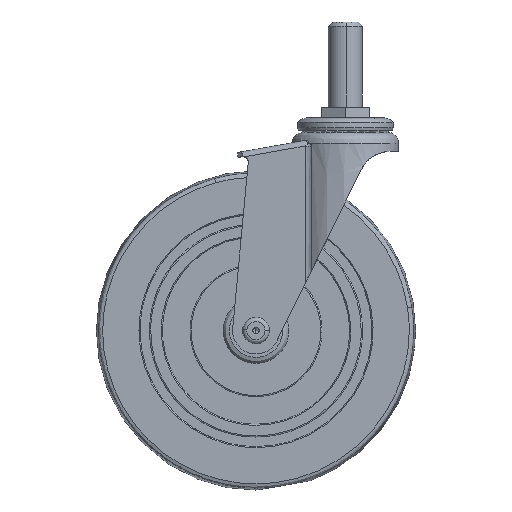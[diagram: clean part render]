
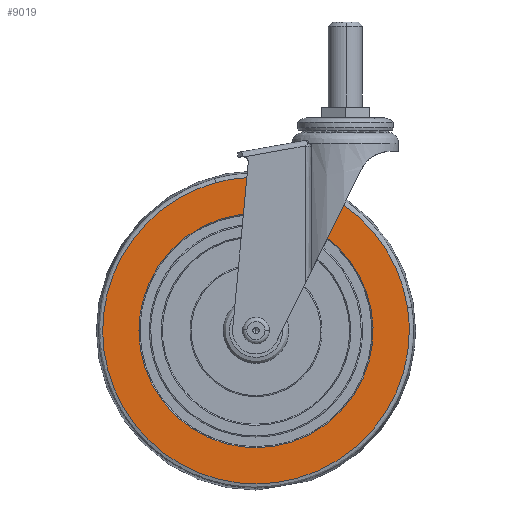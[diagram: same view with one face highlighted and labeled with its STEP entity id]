
A CAD part, front view. The second image highlights one B-rep face of the part: STEP entity #9019.
In plain terms, the highlighted free-form (B-spline) face has degree [1, 1] with [2, 2] control points.
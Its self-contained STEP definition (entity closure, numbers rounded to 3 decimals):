
#6711=CARTESIAN_POINT('',(54.632,-13.5,-6.351));
#6712=VERTEX_POINT('',#6711);
#6713=CARTESIAN_POINT('',(0.0,-13.5,55.));
#6714=VERTEX_POINT('',#6713);
#6715=CARTESIAN_POINT('',(54.632,-13.5,-6.351));
#6716=CARTESIAN_POINT('',(55.,-13.5,-3.186));
#6717=CARTESIAN_POINT('',(55.,-13.5,0.));
#6718=CARTESIAN_POINT('',(55.,-13.5,55.));
#6719=CARTESIAN_POINT('',(0.0,-13.5,55.));
#6727=(BOUNDED_CURVE()B_SPLINE_CURVE(2,(#6715,#6716,#6717,#6718,#6719),.UNSPECIFIED.,.F.,.U.)B_SPLINE_CURVE_WITH_KNOTS((3,2,3),(0.23,0.25,0.5),.UNSPECIFIED.)CURVE()GEOMETRIC_REPRESENTATION_ITEM()RATIONAL_B_SPLINE_CURVE((0.957,0.977,1.0,0.707,1.0))REPRESENTATION_ITEM(''));
#6728=EDGE_CURVE('',#6712,#6714,#6727,.T.);
#6730=CARTESIAN_POINT('',(-55.,-13.5,0.));
#6731=VERTEX_POINT('',#6730);
#6732=CARTESIAN_POINT('',(0.0,-13.5,55.));
#6733=CARTESIAN_POINT('',(-55.,-13.5,55.));
#6734=CARTESIAN_POINT('',(-55.,-13.5,0.));
#6742=(BOUNDED_CURVE()B_SPLINE_CURVE(2,(#6732,#6733,#6734),.UNSPECIFIED.,.F.,.U.)B_SPLINE_CURVE_WITH_KNOTS((3,3),(0.5,0.75),.UNSPECIFIED.)CURVE()GEOMETRIC_REPRESENTATION_ITEM()RATIONAL_B_SPLINE_CURVE((1.0,0.707,1.))REPRESENTATION_ITEM(''));
#6743=EDGE_CURVE('',#6714,#6731,#6742,.T.);
#6801=CARTESIAN_POINT('',(0.0,-13.5,-55.));
#6802=VERTEX_POINT('',#6801);
#6803=CARTESIAN_POINT('',(0.0,-13.5,-55.));
#6804=CARTESIAN_POINT('',(48.977,-13.5,-55.));
#6805=CARTESIAN_POINT('',(54.632,-13.5,-6.351));
#6813=(BOUNDED_CURVE()B_SPLINE_CURVE(2,(#6803,#6804,#6805),.UNSPECIFIED.,.F.,.U.)B_SPLINE_CURVE_WITH_KNOTS((3,3),(0.0,0.23),.UNSPECIFIED.)CURVE()GEOMETRIC_REPRESENTATION_ITEM()RATIONAL_B_SPLINE_CURVE((1.0,0.731,0.957))REPRESENTATION_ITEM(''));
#6814=EDGE_CURVE('',#6802,#6712,#6813,.T.);
#6820=CARTESIAN_POINT('',(-55.,-13.5,0.));
#6821=CARTESIAN_POINT('',(-55.,-13.5,-55.));
#6822=CARTESIAN_POINT('',(0.0,-13.5,-55.));
#6830=(BOUNDED_CURVE()B_SPLINE_CURVE(2,(#6820,#6821,#6822),.UNSPECIFIED.,.F.,.U.)B_SPLINE_CURVE_WITH_KNOTS((3,3),(0.75,1.0),.UNSPECIFIED.)CURVE()GEOMETRIC_REPRESENTATION_ITEM()RATIONAL_B_SPLINE_CURVE((1.0,0.707,1.0))REPRESENTATION_ITEM(''));
#6831=EDGE_CURVE('',#6731,#6802,#6830,.T.);
#8700=CARTESIAN_POINT('',(-18.968,-13.5,69.478));
#8701=VERTEX_POINT('',#8700);
#8702=CARTESIAN_POINT('',(0.0,-13.5,-72.021));
#8703=VERTEX_POINT('',#8702);
#8704=CARTESIAN_POINT('',(-18.968,-13.5,69.478));
#8705=CARTESIAN_POINT('',(-72.021,-13.5,54.994));
#8706=CARTESIAN_POINT('',(-72.021,-13.5,0.));
#8707=CARTESIAN_POINT('',(-72.021,-13.5,-72.021));
#8708=CARTESIAN_POINT('',(0.0,-13.5,-72.021));
#8716=(BOUNDED_CURVE()B_SPLINE_CURVE(2,(#8704,#8705,#8706,#8707,#8708),.UNSPECIFIED.,.F.,.U.)B_SPLINE_CURVE_WITH_KNOTS((3,2,3),(0.545,0.75,1.0),.UNSPECIFIED.)CURVE()GEOMETRIC_REPRESENTATION_ITEM()RATIONAL_B_SPLINE_CURVE((0.914,0.76,1.0,0.707,1.0))REPRESENTATION_ITEM(''));
#8717=EDGE_CURVE('',#8701,#8703,#8716,.T.);
#8783=CARTESIAN_POINT('',(71.203,-13.5,10.819));
#8784=VERTEX_POINT('',#8783);
#8798=CARTESIAN_POINT('',(0.0,-13.5,-72.021));
#8799=CARTESIAN_POINT('',(72.021,-13.5,-72.021));
#8800=CARTESIAN_POINT('',(72.021,-13.5,0.));
#8801=CARTESIAN_POINT('',(72.021,-13.5,5.441));
#8802=CARTESIAN_POINT('',(71.203,-13.5,10.819));
#8810=(BOUNDED_CURVE()B_SPLINE_CURVE(2,(#8798,#8799,#8800,#8801,#8802),.UNSPECIFIED.,.F.,.U.)B_SPLINE_CURVE_WITH_KNOTS((3,2,3),(0.0,0.25,0.276),.UNSPECIFIED.)CURVE()GEOMETRIC_REPRESENTATION_ITEM()RATIONAL_B_SPLINE_CURVE((1.0,0.707,1.0,0.97,0.946))REPRESENTATION_ITEM(''));
#8811=EDGE_CURVE('',#8703,#8784,#8810,.T.);
#8839=CARTESIAN_POINT('',(0.0,-13.5,72.021));
#8840=VERTEX_POINT('',#8839);
#8841=CARTESIAN_POINT('',(0.0,-13.5,72.021));
#8842=CARTESIAN_POINT('',(-9.655,-13.5,72.021));
#8843=CARTESIAN_POINT('',(-18.968,-13.5,69.478));
#8851=(BOUNDED_CURVE()B_SPLINE_CURVE(2,(#8841,#8842,#8843),.UNSPECIFIED.,.F.,.U.)B_SPLINE_CURVE_WITH_KNOTS((3,3),(0.5,0.545),.UNSPECIFIED.)CURVE()GEOMETRIC_REPRESENTATION_ITEM()RATIONAL_B_SPLINE_CURVE((1.0,0.947,0.914))REPRESENTATION_ITEM(''));
#8852=EDGE_CURVE('',#8840,#8701,#8851,.T.);
#8854=CARTESIAN_POINT('',(71.203,-13.5,10.819));
#8855=CARTESIAN_POINT('',(61.904,-13.5,72.021));
#8856=CARTESIAN_POINT('',(0.0,-13.5,72.021));
#8864=(BOUNDED_CURVE()B_SPLINE_CURVE(2,(#8854,#8855,#8856),.UNSPECIFIED.,.F.,.U.)B_SPLINE_CURVE_WITH_KNOTS((3,3),(0.276,0.5),.UNSPECIFIED.)CURVE()GEOMETRIC_REPRESENTATION_ITEM()RATIONAL_B_SPLINE_CURVE((0.946,0.737,1.0))REPRESENTATION_ITEM(''));
#8865=EDGE_CURVE('',#8784,#8840,#8864,.T.);
#9002=CARTESIAN_POINT('',(-79.162,-13.5,79.215));
#9003=CARTESIAN_POINT('',(-79.162,-13.5,-79.215));
#9004=CARTESIAN_POINT('',(79.196,-13.5,79.215));
#9005=CARTESIAN_POINT('',(79.196,-13.5,-79.215));
#9006=B_SPLINE_SURFACE_WITH_KNOTS('',1,1,((#9002,#9004),(#9003,#9005)),.UNSPECIFIED.,.F.,.F.,.U.,(2,2),(2,2),(0.0,158.431),(0.0,158.357),.UNSPECIFIED.);
#9007=ORIENTED_EDGE('',*,*,#8811,.T.);
#9008=ORIENTED_EDGE('',*,*,#8865,.T.);
#9009=ORIENTED_EDGE('',*,*,#8852,.T.);
#9010=ORIENTED_EDGE('',*,*,#8717,.T.);
#9011=EDGE_LOOP('',(#9007,#9008,#9009,#9010));
#9012=FACE_OUTER_BOUND('',#9011,.T.);
#9013=ORIENTED_EDGE('',*,*,#6743,.F.);
#9014=ORIENTED_EDGE('',*,*,#6728,.F.);
#9015=ORIENTED_EDGE('',*,*,#6814,.F.);
#9016=ORIENTED_EDGE('',*,*,#6831,.F.);
#9017=EDGE_LOOP('',(#9013,#9014,#9015,#9016));
#9018=FACE_BOUND('',#9017,.T.);
#9019=ADVANCED_FACE('',(#9012,#9018),#9006,.T.);
